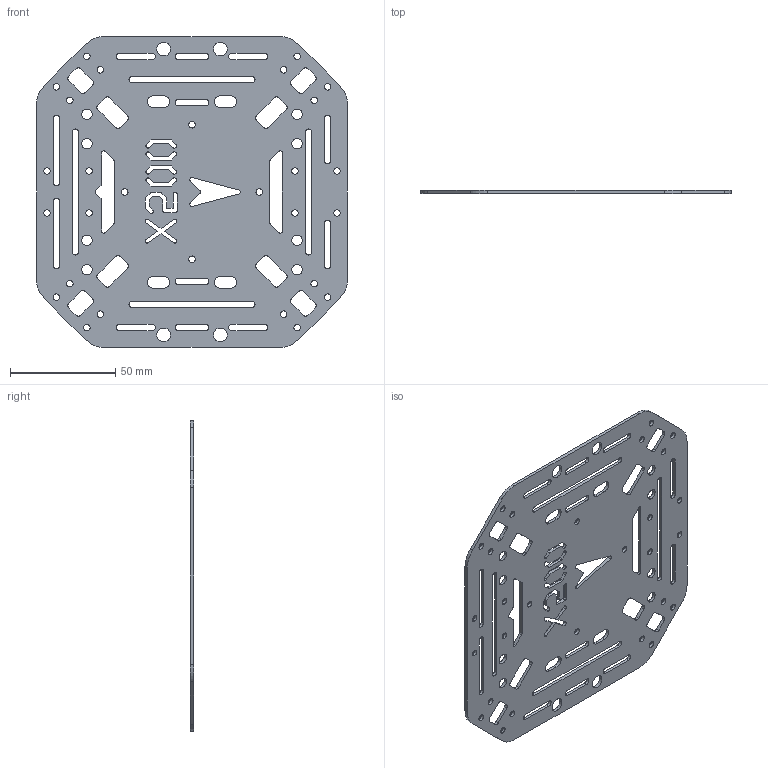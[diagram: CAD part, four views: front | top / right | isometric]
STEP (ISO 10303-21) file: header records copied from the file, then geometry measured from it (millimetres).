
FILE_DESCRIPTION((''),'2;1');
FILE_NAME('BAN-TOP','2020-11-30T16:51:27',('QGLing'),(''),'CREO PARAMETRIC BY PTC INC, 2016510','CREO PARAMETRIC BY PTC INC, 2016510','');
FILE_SCHEMA(('CONFIG_CONTROL_DESIGN'));
Length unit declared in the file: millimetre
Products named in the file (1): BAN-TOP
Bounding box: 148 x 1.5 x 148 mm (x, y, z)
Volume: 24878.2 mm3; surface area: 37647.5 mm2
Topology: 1 solids, 1 shells, 350 faces, 1044 edges, 696 vertices
Faces by surface type: cylinder 205, plane 145
Entity records: 12264 total; most frequent: DIRECTION 2154, CARTESIAN_POINT 2090, ORIENTED_EDGE 2088, EDGE_CURVE 1044, AXIS2_PLACEMENT_3D 760, VERTEX_POINT 696, VECTOR 634, LINE 634
